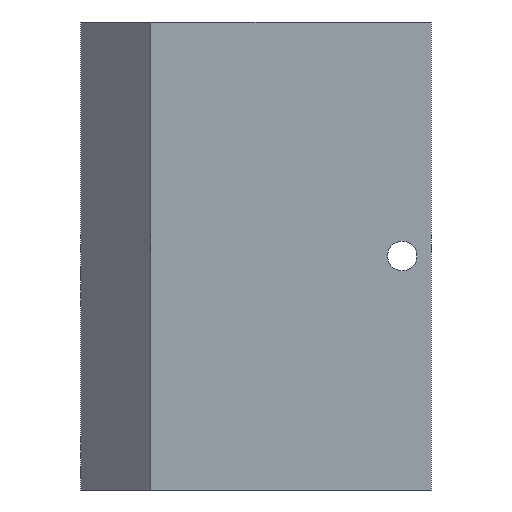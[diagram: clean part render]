
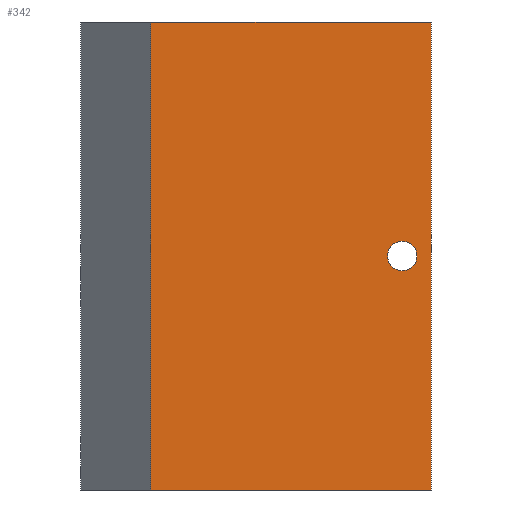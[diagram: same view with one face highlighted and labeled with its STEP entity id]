
A CAD part, left-side view. The second image highlights one B-rep face of the part: STEP entity #342.
In plain terms, the highlighted planar face has unit normal (-1, 0, 0).
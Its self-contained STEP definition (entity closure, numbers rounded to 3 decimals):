
#17=FACE_BOUND('',#68,.T.);
#26=PLANE('',#385);
#44=FACE_OUTER_BOUND('',#67,.T.);
#67=EDGE_LOOP('',(#268,#269,#270,#271));
#68=EDGE_LOOP('',(#272));
#99=LINE('',#552,#130);
#101=LINE('',#556,#132);
#102=LINE('',#558,#133);
#103=LINE('',#559,#134);
#130=VECTOR('',#449,10.);
#132=VECTOR('',#453,10.);
#133=VECTOR('',#454,10.);
#134=VECTOR('',#455,10.);
#151=CIRCLE('',#374,2.518);
#165=VERTEX_POINT('',#516);
#177=VERTEX_POINT('',#549);
#178=VERTEX_POINT('',#551);
#179=VERTEX_POINT('',#555);
#180=VERTEX_POINT('',#557);
#196=EDGE_CURVE('',#165,#165,#151,.T.);
#213=EDGE_CURVE('',#177,#178,#99,.T.);
#215=EDGE_CURVE('',#177,#179,#101,.T.);
#216=EDGE_CURVE('',#179,#180,#102,.T.);
#217=EDGE_CURVE('',#178,#180,#103,.T.);
#268=ORIENTED_EDGE('',*,*,#215,.T.);
#269=ORIENTED_EDGE('',*,*,#216,.T.);
#270=ORIENTED_EDGE('',*,*,#217,.F.);
#271=ORIENTED_EDGE('',*,*,#213,.F.);
#272=ORIENTED_EDGE('',*,*,#196,.T.);
#342=ADVANCED_FACE('',(#44,#17),#26,.T.);
#374=AXIS2_PLACEMENT_3D('',#517,#416,#417);
#385=AXIS2_PLACEMENT_3D('',#554,#451,#452);
#416=DIRECTION('center_axis',(1.,0.,0.));
#417=DIRECTION('ref_axis',(0.,0.,1.));
#449=DIRECTION('',(0.,0.,-1.));
#451=DIRECTION('center_axis',(-1.,0.,0.));
#452=DIRECTION('ref_axis',(0.,1.,0.));
#453=DIRECTION('',(0.,1.,0.));
#454=DIRECTION('',(0.,0.,-1.));
#455=DIRECTION('',(0.,1.,0.));
#516=CARTESIAN_POINT('',(-40.928,-38.787,70.666));
#517=CARTESIAN_POINT('Origin',(-40.928,-38.787,73.183));
#549=CARTESIAN_POINT('',(-40.928,-43.787,113.183));
#551=CARTESIAN_POINT('',(-40.928,-43.787,33.183));
#552=CARTESIAN_POINT('',(-40.928,-43.787,113.183));
#554=CARTESIAN_POINT('Origin',(-40.928,-43.787,113.183));
#555=CARTESIAN_POINT('',(-40.928,4.213,113.183));
#556=CARTESIAN_POINT('',(-40.928,-43.787,113.183));
#557=CARTESIAN_POINT('',(-40.928,4.213,33.183));
#558=CARTESIAN_POINT('',(-40.928,4.213,113.183));
#559=CARTESIAN_POINT('',(-40.928,-43.787,33.183));
